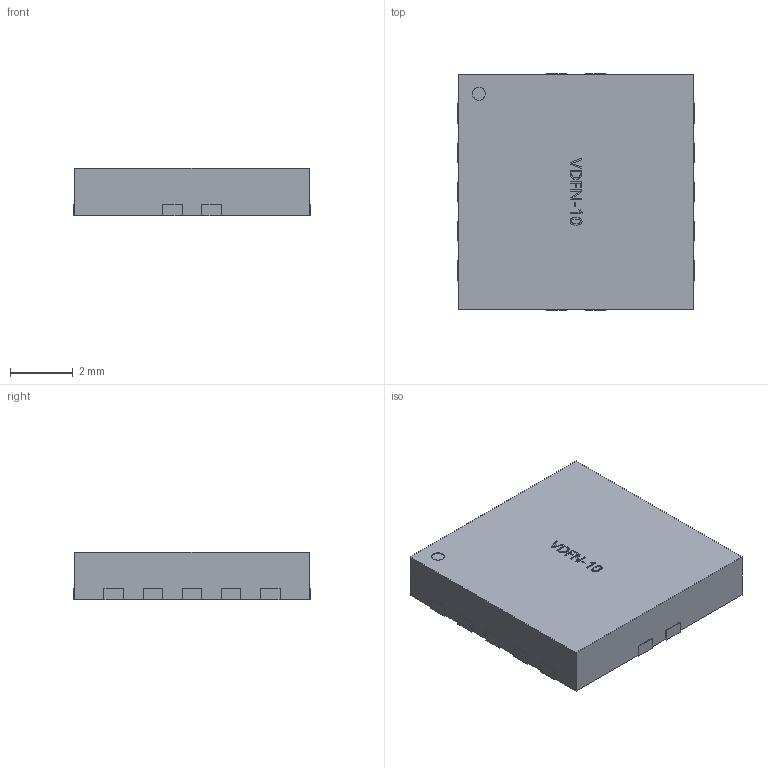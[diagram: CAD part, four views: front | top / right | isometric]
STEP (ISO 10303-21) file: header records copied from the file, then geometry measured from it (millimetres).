
FILE_DESCRIPTION(('FreeCAD Model'),'2;1');
FILE_NAME('Open CASCADE Shape Model','2026-01-15T00:58:47',('Author'),( ''),'Open CASCADE STEP processor 7.7','FreeCAD','Unknown');
FILE_SCHEMA(('AUTOMOTIVE_DESIGN { 1 0 10303 214 1 1 1 1 }'));
Length unit declared in the file: millimetre
Products named in the file (1): VSON-10_L3.0-W3.0-P0.50-TL-EP~VSON-10_L3.0-W3.0-H0.6-P0.50~vsCA
Bounding box: 7.56 x 7.56 x 1.53 mm (x, y, z)
Volume: 85.7 mm3; surface area: 160.7 mm2
Topology: 1 solids, 1 shells, 231 faces, 636 edges, 424 vertices
Faces by surface type: plane 195, bspline 34, cylinder 2
Entity records: 9619 total; most frequent: CARTESIAN_POINT 3238, ORIENTED_EDGE 1272, DIRECTION 968, EDGE_CURVE 636, LINE 564, VECTOR 564, VERTEX_POINT 424, FACE_BOUND 248
